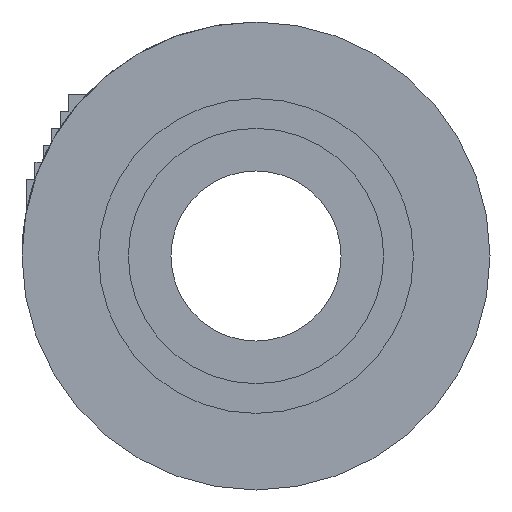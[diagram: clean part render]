
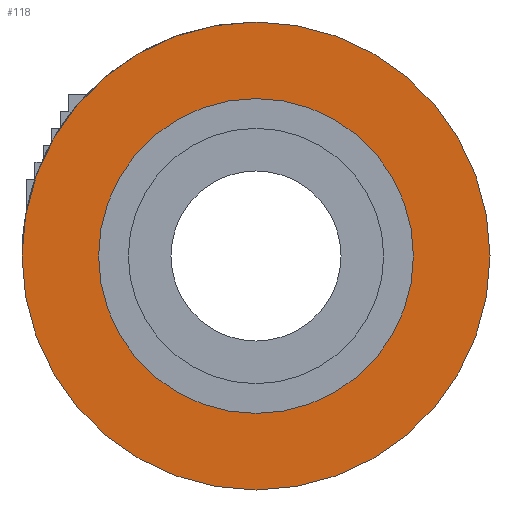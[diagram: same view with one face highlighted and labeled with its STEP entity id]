
A CAD part, left-side view. The second image highlights one B-rep face of the part: STEP entity #118.
In plain terms, the highlighted planar face has unit normal (-1, 0, 0).
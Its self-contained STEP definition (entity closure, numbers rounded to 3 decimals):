
#118=ADVANCED_FACE('',(#271,#272),#273,.T.);
#271=FACE_OUTER_BOUND('',#427,.T.);
#272=FACE_BOUND('',#428,.T.);
#273=PLANE('',#429);
#427=EDGE_LOOP('',(#989,#990));
#428=EDGE_LOOP('',(#991,#992));
#429=AXIS2_PLACEMENT_3D('',#993,#994,#995);
#989=ORIENTED_EDGE('',*,*,#1052,.F.);
#990=ORIENTED_EDGE('',*,*,#1158,.F.);
#991=ORIENTED_EDGE('',*,*,#1006,.T.);
#992=ORIENTED_EDGE('',*,*,#1176,.T.);
#993=CARTESIAN_POINT('',(7.5,23.0,0.0));
#994=DIRECTION('',(-1.0,0.0,0.0));
#995=DIRECTION('',(0.0,0.0,1.0));
#1006=EDGE_CURVE('',#1178,#1182,#1184,.T.);
#1052=EDGE_CURVE('',#1274,#1276,#1277,.T.);
#1158=EDGE_CURVE('',#1276,#1274,#1438,.T.);
#1176=EDGE_CURVE('',#1182,#1178,#1458,.T.);
#1178=VERTEX_POINT('',#1460);
#1182=VERTEX_POINT('',#1465);
#1184=CIRCLE('',#1468,18.5);
#1274=VERTEX_POINT('',#1592);
#1276=VERTEX_POINT('',#1595);
#1277=CIRCLE('',#1596,27.5);
#1438=CIRCLE('',#1839,27.5);
#1458=CIRCLE('',#1867,18.5);
#1460=CARTESIAN_POINT('',(7.5,18.5,0.0));
#1465=CARTESIAN_POINT('',(7.5,-18.5,0.));
#1468=AXIS2_PLACEMENT_3D('',#1873,#1874,#1875);
#1592=CARTESIAN_POINT('',(7.5,27.5,0.0));
#1595=CARTESIAN_POINT('',(7.5,-27.5,0.));
#1596=AXIS2_PLACEMENT_3D('',#1980,#1981,#1982);
#1839=AXIS2_PLACEMENT_3D('',#2134,#2135,#2136);
#1867=AXIS2_PLACEMENT_3D('',#2172,#2173,#2174);
#1873=CARTESIAN_POINT('',(7.5,0.0,0.0));
#1874=DIRECTION('',(1.0,0.0,0.0));
#1875=DIRECTION('',(0.0,1.0,0.0));
#1980=CARTESIAN_POINT('',(7.5,0.0,0.0));
#1981=DIRECTION('',(1.0,0.0,0.0));
#1982=DIRECTION('',(0.0,1.0,0.0));
#2134=CARTESIAN_POINT('',(7.5,0.0,0.0));
#2135=DIRECTION('',(1.0,0.0,0.0));
#2136=DIRECTION('',(0.0,1.0,0.0));
#2172=CARTESIAN_POINT('',(7.5,0.0,0.0));
#2173=DIRECTION('',(1.0,0.0,0.0));
#2174=DIRECTION('',(0.0,1.0,0.0));
